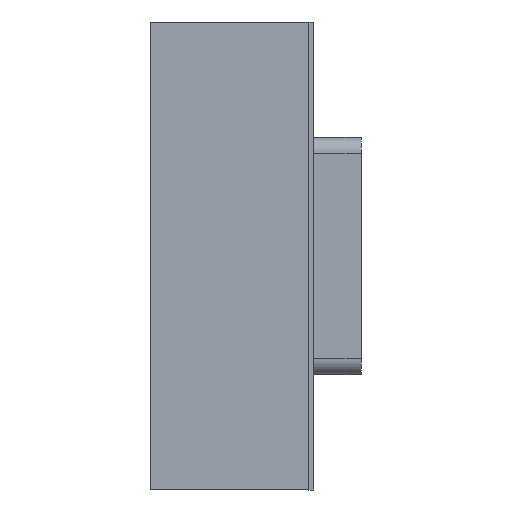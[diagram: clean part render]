
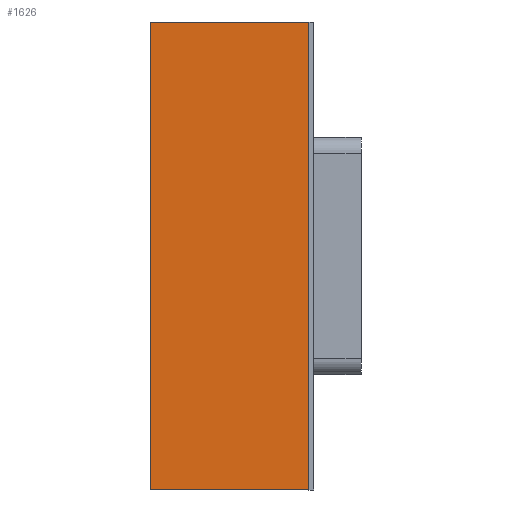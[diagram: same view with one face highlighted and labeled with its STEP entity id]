
A CAD part, front view. The second image highlights one B-rep face of the part: STEP entity #1626.
In plain terms, the highlighted face is planar.
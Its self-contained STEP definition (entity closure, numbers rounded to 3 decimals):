
#746 = EDGE_CURVE ( 'NONE', #951, #5409, #7183, .T. ) ;
#951 = VERTEX_POINT ( 'NONE', #1653 ) ;
#1626 = ADVANCED_FACE ( 'NONE', ( #5566 ), #3593, .F. ) ;
#1653 = CARTESIAN_POINT ( 'NONE',  ( -148., 91.999, 3. ) ) ;
#1768 = DIRECTION ( 'NONE',  ( -1., 0., 0. ) ) ;
#2336 = VECTOR ( 'NONE', #5969, 1000. ) ;
#2387 = DIRECTION ( 'NONE',  ( 0., 0., -1. ) ) ;
#2656 = CARTESIAN_POINT ( 'NONE',  ( 148., -8.002, 3. ) ) ;
#3517 = CARTESIAN_POINT ( 'NONE',  ( -148., -8.002, 3. ) ) ;
#3593 = PLANE ( 'NONE',  #5622 ) ;
#3624 = VECTOR ( 'NONE', #7907, 1000. ) ;
#3638 = VERTEX_POINT ( 'NONE', #8315 ) ;
#4280 = EDGE_CURVE ( 'NONE', #8581, #951, #8432, .T. ) ;
#4559 = DIRECTION ( 'NONE',  ( -1., 0., 0. ) ) ;
#4566 = LINE ( 'NONE', #5998, #2336 ) ;
#4678 = LINE ( 'NONE', #2656, #3624 ) ;
#5409 = VERTEX_POINT ( 'NONE', #3517 ) ;
#5538 = ORIENTED_EDGE ( 'NONE', *, *, #8809, .T. ) ;
#5566 = FACE_OUTER_BOUND ( 'NONE', #8840, .T. ) ;
#5622 = AXIS2_PLACEMENT_3D ( 'NONE', #6051, #2387, #4559 ) ;
#5969 = DIRECTION ( 'NONE',  ( 0., 1., 0. ) ) ;
#5998 = CARTESIAN_POINT ( 'NONE',  ( 148., -7.999, 3. ) ) ;
#6051 = CARTESIAN_POINT ( 'NONE',  ( 0., 0., 3. ) ) ;
#6442 = VECTOR ( 'NONE', #1768, 1000. ) ;
#6447 = DIRECTION ( 'NONE',  ( 0., -1., 0. ) ) ;
#7131 = ORIENTED_EDGE ( 'NONE', *, *, #9193, .F. ) ;
#7183 = LINE ( 'NONE', #7994, #7405 ) ;
#7385 = ORIENTED_EDGE ( 'NONE', *, *, #746, .T. ) ;
#7405 = VECTOR ( 'NONE', #6447, 1000. ) ;
#7892 = CARTESIAN_POINT ( 'NONE',  ( 148., 91.999, 3. ) ) ;
#7907 = DIRECTION ( 'NONE',  ( -1., 0., 0. ) ) ;
#7994 = CARTESIAN_POINT ( 'NONE',  ( -148., -7.999, 3. ) ) ;
#8315 = CARTESIAN_POINT ( 'NONE',  ( 148., -8.002, 3. ) ) ;
#8432 = LINE ( 'NONE', #8675, #6442 ) ;
#8581 = VERTEX_POINT ( 'NONE', #7892 ) ;
#8665 = ORIENTED_EDGE ( 'NONE', *, *, #4280, .T. ) ;
#8675 = CARTESIAN_POINT ( 'NONE',  ( -148., 91.999, 3. ) ) ;
#8809 = EDGE_CURVE ( 'NONE', #3638, #8581, #4566, .T. ) ;
#8840 = EDGE_LOOP ( 'NONE', ( #7385, #7131, #5538, #8665 ) ) ;
#9193 = EDGE_CURVE ( 'NONE', #3638, #5409, #4678, .T. ) ;
